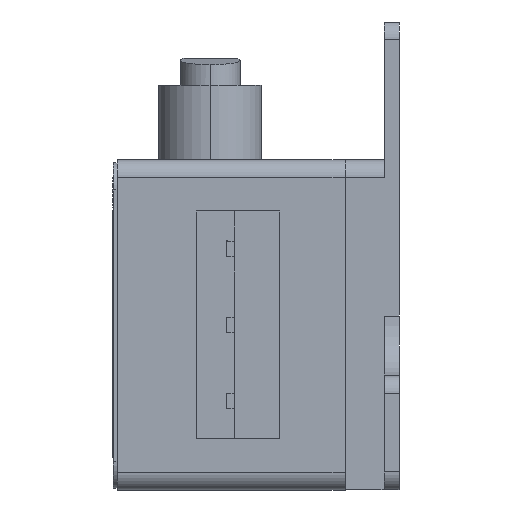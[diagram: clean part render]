
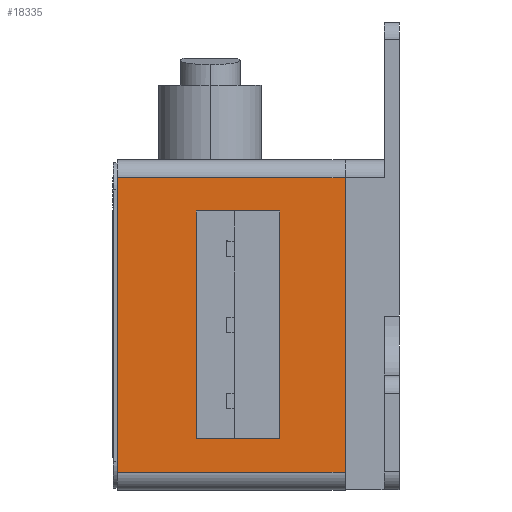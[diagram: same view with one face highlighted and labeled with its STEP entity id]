
A CAD part, left-side view. The second image highlights one B-rep face of the part: STEP entity #18335.
In plain terms, the highlighted planar face has unit normal (-1, 0, 0).
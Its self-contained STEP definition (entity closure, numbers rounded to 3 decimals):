
#247 = CARTESIAN_POINT ( 'NONE',  ( -28.774, -0.544, 15.788 ) ) ;
#257 = CARTESIAN_POINT ( 'NONE',  ( -28.774, -0.544, 8.188 ) ) ;
#262 = DIRECTION ( 'NONE',  ( 0., 0., 1. ) ) ;
#263 = VECTOR ( 'NONE', #262, 1000. ) ;
#264 = CARTESIAN_POINT ( 'NONE',  ( -28.774, -0.544, 8.188 ) ) ;
#265 = LINE ( 'NONE', #264, #263 ) ;
#283 = DIRECTION ( 'NONE',  ( 0., -1., 0. ) ) ;
#284 = VECTOR ( 'NONE', #283, 1000. ) ;
#285 = CARTESIAN_POINT ( 'NONE',  ( -28.774, 2.246, 8.188 ) ) ;
#286 = LINE ( 'NONE', #285, #284 ) ;
#292 = CARTESIAN_POINT ( 'NONE',  ( -28.774, 2.246, 8.188 ) ) ;
#365 = CARTESIAN_POINT ( 'NONE',  ( -28.774, -2.714, 7.088 ) ) ;
#416 = DIRECTION ( 'NONE',  ( 0., -1., 0. ) ) ;
#417 = VECTOR ( 'NONE', #416, 1000. ) ;
#418 = CARTESIAN_POINT ( 'NONE',  ( -28.774, 4.886, 7.088 ) ) ;
#419 = LINE ( 'NONE', #418, #417 ) ;
#470 = CARTESIAN_POINT ( 'NONE',  ( -28.774, 4.886, 7.088 ) ) ;
#483 = LINE ( 'NONE', #540, #539 ) ;
#538 = DIRECTION ( 'NONE',  ( 0., 0., -1. ) ) ;
#539 = VECTOR ( 'NONE', #538, 1000. ) ;
#540 = CARTESIAN_POINT ( 'NONE',  ( -28.774, 4.886, 17.488 ) ) ;
#544 = CARTESIAN_POINT ( 'NONE',  ( -28.774, 2.246, 15.788 ) ) ;
#568 = VECTOR ( 'NONE', #627, 1000. ) ;
#569 = CARTESIAN_POINT ( 'NONE',  ( -28.774, 2.246, 15.788 ) ) ;
#570 = LINE ( 'NONE', #569, #568 ) ;
#627 = DIRECTION ( 'NONE',  ( 0., 1., 0. ) ) ;
#628 = LINE ( 'NONE', #684, #683 ) ;
#682 = DIRECTION ( 'NONE',  ( 0., 0., -1. ) ) ;
#683 = VECTOR ( 'NONE', #682, 1000. ) ;
#684 = CARTESIAN_POINT ( 'NONE',  ( -28.774, 2.246, 8.188 ) ) ;
#740 = DIRECTION ( 'NONE',  ( 0., 0., -1. ) ) ;
#741 = VECTOR ( 'NONE', #740, 1000. ) ;
#742 = CARTESIAN_POINT ( 'NONE',  ( -28.774, -2.714, 17.488 ) ) ;
#743 = LINE ( 'NONE', #742, #741 ) ;
#885 = PLANE ( 'NONE',  #947 ) ;
#900 = FACE_OUTER_BOUND ( 'NONE', #18189, .T. ) ;
#905 = FACE_BOUND ( 'NONE', #18293, .T. ) ;
#944 = DIRECTION ( 'NONE',  ( 0., 1., 0. ) ) ;
#945 = DIRECTION ( 'NONE',  ( 1., 0., 0. ) ) ;
#946 = CARTESIAN_POINT ( 'NONE',  ( -28.774, 4.886, 17.488 ) ) ;
#947 = AXIS2_PLACEMENT_3D ( 'NONE', #946, #945, #944 ) ;
#1816 = CARTESIAN_POINT ( 'NONE',  ( -28.774, 4.886, 16.888 ) ) ;
#1833 = DIRECTION ( 'NONE',  ( 0., 1., 0. ) ) ;
#1834 = VECTOR ( 'NONE', #1833, 1000. ) ;
#1835 = CARTESIAN_POINT ( 'NONE',  ( -28.774, 4.886, 16.888 ) ) ;
#1836 = LINE ( 'NONE', #1835, #1834 ) ;
#11858 = CARTESIAN_POINT ( 'NONE',  ( -28.774, -2.714, 16.888 ) ) ;
#16863 = VERTEX_POINT ( 'NONE', #11858 ) ;
#18094 = EDGE_CURVE ( 'NONE', #18096, #18104, #265, .T. ) ;
#18096 = VERTEX_POINT ( 'NONE', #257 ) ;
#18097 = ORIENTED_EDGE ( 'NONE', *, *, #18094, .F. ) ;
#18103 = ORIENTED_EDGE ( 'NONE', *, *, #18115, .F. ) ;
#18104 = VERTEX_POINT ( 'NONE', #247 ) ;
#18111 = VERTEX_POINT ( 'NONE', #292 ) ;
#18115 = EDGE_CURVE ( 'NONE', #18111, #18096, #286, .T. ) ;
#18146 = VERTEX_POINT ( 'NONE', #365 ) ;
#18162 = ORIENTED_EDGE ( 'NONE', *, *, #18163, .T. ) ;
#18163 = EDGE_CURVE ( 'NONE', #18188, #18146, #419, .T. ) ;
#18177 = ORIENTED_EDGE ( 'NONE', *, *, #18194, .T. ) ;
#18178 = ORIENTED_EDGE ( 'NONE', *, *, #18218, .F. ) ;
#18188 = VERTEX_POINT ( 'NONE', #470 ) ;
#18189 = EDGE_LOOP ( 'NONE', ( #18177, #18162, #18245, #18304 ) ) ;
#18194 = EDGE_CURVE ( 'NONE', #18632, #18188, #483, .T. ) ;
#18209 = VERTEX_POINT ( 'NONE', #544 ) ;
#18218 = EDGE_CURVE ( 'NONE', #18104, #18209, #570, .T. ) ;
#18245 = ORIENTED_EDGE ( 'NONE', *, *, #18303, .F. ) ;
#18249 = EDGE_CURVE ( 'NONE', #18209, #18111, #628, .T. ) ;
#18250 = ORIENTED_EDGE ( 'NONE', *, *, #18249, .F. ) ;
#18293 = EDGE_LOOP ( 'NONE', ( #18097, #18103, #18250, #18178 ) ) ;
#18303 = EDGE_CURVE ( 'NONE', #16863, #18146, #743, .T. ) ;
#18304 = ORIENTED_EDGE ( 'NONE', *, *, #18645, .T. ) ;
#18335 = ADVANCED_FACE ( 'NONE', ( #905, #900 ), #885, .F. ) ;
#18632 = VERTEX_POINT ( 'NONE', #1816 ) ;
#18645 = EDGE_CURVE ( 'NONE', #16863, #18632, #1836, .T. ) ;
